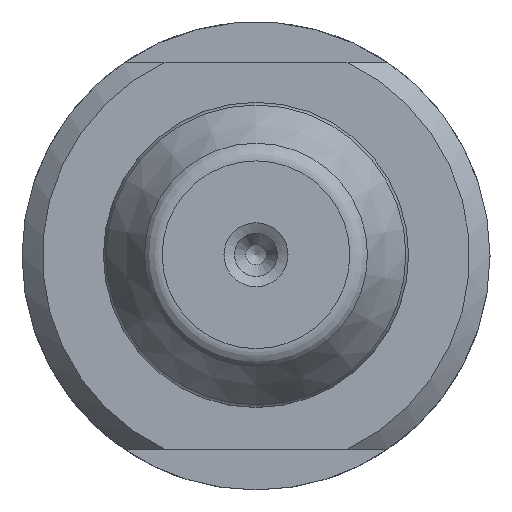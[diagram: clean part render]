
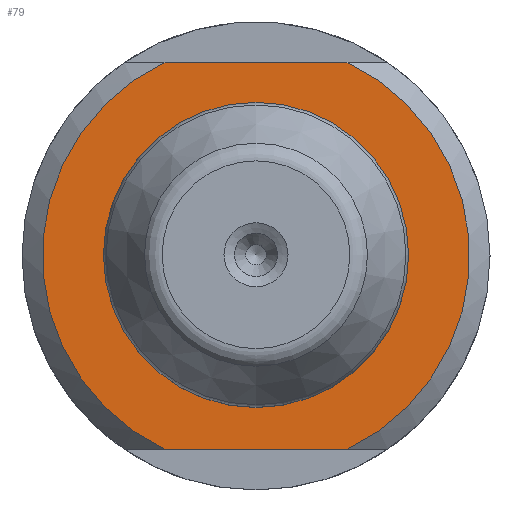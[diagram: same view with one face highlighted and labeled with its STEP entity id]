
A CAD part, top view. The second image highlights one B-rep face of the part: STEP entity #79.
In plain terms, the highlighted planar face has unit normal (0, 0, 1).
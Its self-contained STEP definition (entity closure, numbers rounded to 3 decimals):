
#41=PLANE('',#558);
#79=ADVANCED_FACE('',(#144,#145),#41,.T.);
#130=LINE('',#850,#138);
#131=LINE('',#851,#139);
#138=VECTOR('',#659,1.);
#139=VECTOR('',#660,1.);
#144=FACE_BOUND('',#216,.T.);
#145=FACE_BOUND('',#217,.T.);
#216=EDGE_LOOP('',(#303,#304,#305,#306));
#217=EDGE_LOOP('',(#307));
#303=ORIENTED_EDGE('',*,*,#450,.F.);
#304=ORIENTED_EDGE('',*,*,#447,.T.);
#305=ORIENTED_EDGE('',*,*,#451,.T.);
#306=ORIENTED_EDGE('',*,*,#445,.T.);
#307=ORIENTED_EDGE('',*,*,#452,.T.);
#397=VERTEX_POINT('',#830);
#398=VERTEX_POINT('',#832);
#399=VERTEX_POINT('',#839);
#400=VERTEX_POINT('',#840);
#401=VERTEX_POINT('',#853);
#445=EDGE_CURVE('',#398,#397,#491,.T.);
#447=EDGE_CURVE('',#399,#400,#492,.T.);
#450=EDGE_CURVE('',#399,#397,#130,.T.);
#451=EDGE_CURVE('',#400,#398,#131,.T.);
#452=EDGE_CURVE('',#401,#401,#493,.T.);
#491=CIRCLE('',#553,10.5);
#492=CIRCLE('',#555,10.5);
#493=CIRCLE('',#557,7.);
#553=AXIS2_PLACEMENT_3D('',#831,#651,#652);
#555=AXIS2_PLACEMENT_3D('',#838,#655,#656);
#557=AXIS2_PLACEMENT_3D('',#852,#661,#662);
#558=AXIS2_PLACEMENT_3D('',#854,#663,#664);
#651=DIRECTION('',(0.,0.,1.));
#652=DIRECTION('',(0.,-1.,0.));
#655=DIRECTION('',(0.,0.,1.));
#656=DIRECTION('',(0.,-1.,0.));
#659=DIRECTION('',(1.,0.,0.));
#660=DIRECTION('',(1.,0.,0.));
#661=DIRECTION('',(0.,0.,-1.));
#662=DIRECTION('',(0.,-1.,0.));
#663=DIRECTION('',(0.,0.,1.));
#664=DIRECTION('',(0.,-1.,0.));
#830=CARTESIAN_POINT('',(4.472,9.5,6.));
#831=CARTESIAN_POINT('',(0.,0.,6.));
#832=CARTESIAN_POINT('',(4.472,-9.5,6.));
#838=CARTESIAN_POINT('',(0.,0.,6.));
#839=CARTESIAN_POINT('',(-4.472,9.5,6.));
#840=CARTESIAN_POINT('',(-4.472,-9.5,6.));
#850=CARTESIAN_POINT('',(-12.65,9.5,6.));
#851=CARTESIAN_POINT('',(-12.65,-9.5,6.));
#852=CARTESIAN_POINT('',(0.,0.,6.));
#853=CARTESIAN_POINT('',(0.,-7.,6.));
#854=CARTESIAN_POINT('',(0.,5.,6.));
